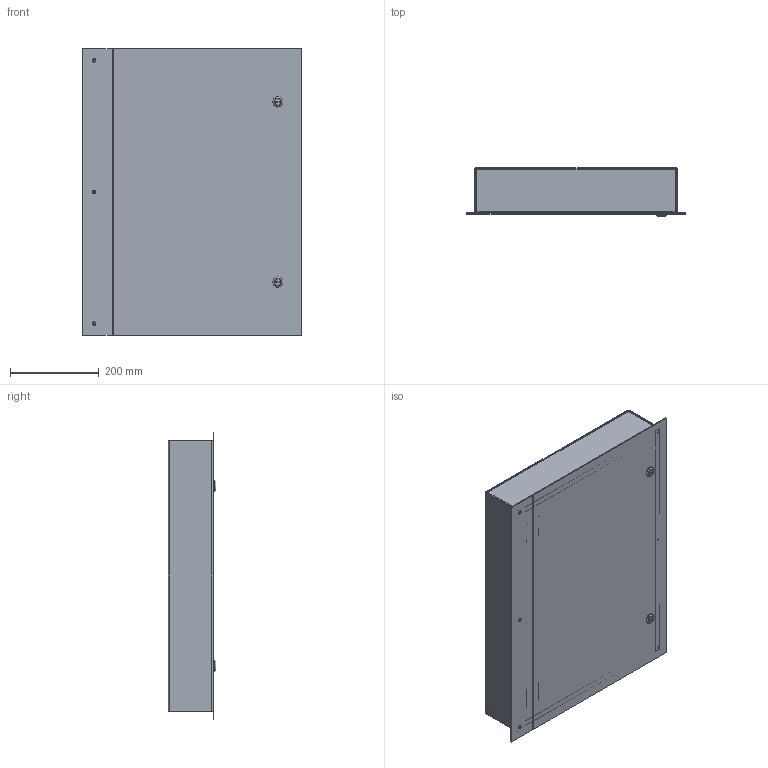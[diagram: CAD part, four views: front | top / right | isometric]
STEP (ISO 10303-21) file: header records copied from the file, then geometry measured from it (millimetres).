
FILE_DESCRIPTION( ( 'Unknown' ), '1' );
FILE_NAME( 'TCF241804.stp', 'Unknown', ( 'Unknown' ), ( 'Unknown' ), 'PSStep 16.0.42', 'Unknown', ' ' );
FILE_SCHEMA( ( 'AUTOMOTIVE_DESIGN { 1 0 10303 214 1 1 1 1 }' ) );
Length unit declared in the file: millimetre
Products named in the file (21): LOCK AVEC TOURNEVIS TYPE 4-12 SANS CAME; HOSING-oa0; INSERT POUR TOURNEVIS-oa1; NOIX DE FIXATION-oa2; Oring-oa3; Oring-oa4; SEAL BLANC-oa5; STOPPER DESSOUS-oa6; VIS DE RETENUE DE LA CAME-oa7; A11KK; CAME K; TCF24_LANGUETTE_14ga; TC_boitier; TCF24L_14ga; TCF2418_COUVERCLE_14ga; TC_porte; TCF2418C_14ga; TC241804_BOITIER_14ga; TC241804B_14ga; TCxx1804E_14ga; Assem1
Assembly tree (24 placements, depth 5):
  Assem1
    TC241804_BOITIER_14ga
      TC241804B_14ga
      TCxx1804E_14ga  x2
    TCF24_LANGUETTE_14ga
      TC_boitier  x2
      TCF24L_14ga
    TCF2418_COUVERCLE_14ga
      TC_porte  x2
      TCF2418C_14ga
      A11KK  x2
        CAME K
        LOCK AVEC TOURNEVIS TYPE 4-12 SANS CAME
          HOSING-oa0
          INSERT POUR TOURNEVIS-oa1
          NOIX DE FIXATION-oa2
          Oring-oa3
          Oring-oa4
          SEAL BLANC-oa5
          STOPPER DESSOUS-oa6
          VIS DE RETENUE DE LA CAME-oa7
Bounding box: 495.3 x 107.98 x 647.7 mm (x, y, z)
Volume: 1653186.3 mm3; surface area: 1758298.5 mm2
Topology: 27 solids, 27 shells, 1077 faces, 2717 edges, 1722 vertices
Faces by surface type: plane 536, cylinder 261, bspline 200, torus 42, cone 32, sphere 6
Full cylindrical faces by diameter (mm): 3.523 x2, 3.81 x6, 4.293 x6, 6.096 x4, 6.35 x4, 6.985 x2, 7.925 x7, 9.881 x2, 10.084 x2, 11.176 x2, 11.862 x2, 12.192 x2, 12.827 x2, 15.748 x2, 15.799 x2, 17.462 x2, 22.86 x2
Entity records: 49500 total; most frequent: CARTESIAN_POINT 31976, ORIENTED_EDGE 2732, DIRECTION 2383, EDGE_CURVE 1366, VERTEX_POINT 897, AXIS2_PLACEMENT_3D 849, EDGE_LOOP 691, LINE 685
